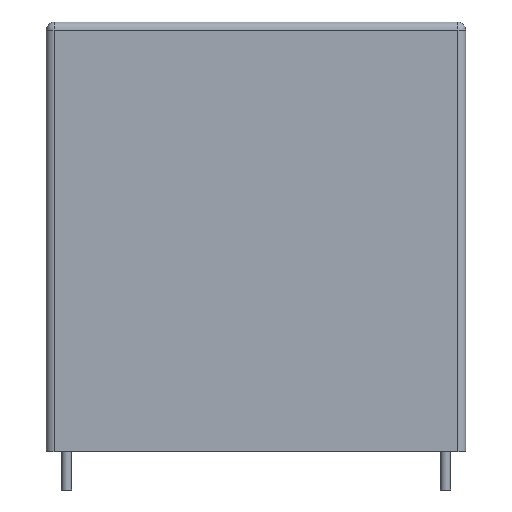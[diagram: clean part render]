
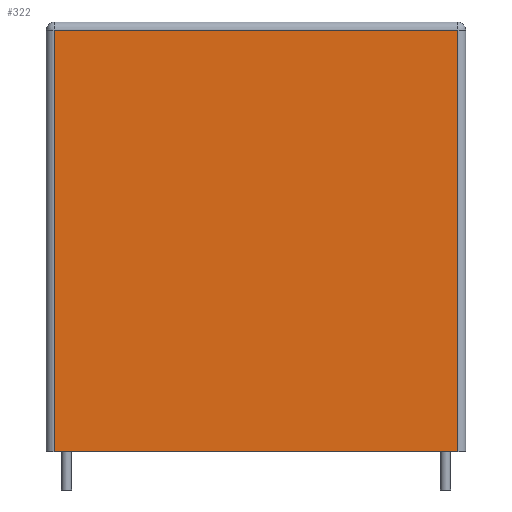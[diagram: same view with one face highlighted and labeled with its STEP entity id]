
A CAD part, front view. The second image highlights one B-rep face of the part: STEP entity #322.
In plain terms, the highlighted planar face has unit normal (0, -1, 0).
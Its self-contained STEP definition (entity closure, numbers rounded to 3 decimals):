
#20=LINE('',#538,#40);
#23=LINE('',#553,#43);
#26=LINE('',#557,#46);
#32=LINE('',#567,#52);
#40=VECTOR('',#438,41.7);
#43=VECTOR('',#455,41.7);
#46=VECTOR('',#460,39.9);
#52=VECTOR('',#474,39.9);
#72=PLANE('',#370);
#98=FACE_OUTER_BOUND('',#124,.T.);
#124=EDGE_LOOP('',(#269,#270,#271,#272));
#163=VERTEX_POINT('',#527);
#166=VERTEX_POINT('',#534);
#170=VERTEX_POINT('',#546);
#172=VERTEX_POINT('',#551);
#194=EDGE_CURVE('',#163,#166,#20,.T.);
#201=EDGE_CURVE('',#172,#170,#23,.T.);
#204=EDGE_CURVE('',#170,#163,#26,.T.);
#210=EDGE_CURVE('',#166,#172,#32,.T.);
#269=ORIENTED_EDGE('',*,*,#194,.F.);
#270=ORIENTED_EDGE('',*,*,#204,.F.);
#271=ORIENTED_EDGE('',*,*,#201,.F.);
#272=ORIENTED_EDGE('',*,*,#210,.F.);
#322=ADVANCED_FACE('',(#98),#72,.T.);
#370=AXIS2_PLACEMENT_3D('',#566,#472,#473);
#438=DIRECTION('',(0.,0.,-1.));
#455=DIRECTION('',(0.,0.,1.));
#460=DIRECTION('',(1.,0.,0.));
#472=DIRECTION('center_axis',(0.,-1.,0.));
#473=DIRECTION('ref_axis',(1.,0.,0.));
#474=DIRECTION('',(-1.,0.,0.));
#527=CARTESIAN_POINT('',(19.95,-14.,41.7));
#534=CARTESIAN_POINT('',(19.95,-14.,0.));
#538=CARTESIAN_POINT('',(19.95,-14.,0.));
#546=CARTESIAN_POINT('',(-19.95,-14.,41.7));
#551=CARTESIAN_POINT('',(-19.95,-14.,0.));
#553=CARTESIAN_POINT('',(-19.95,-14.,0.));
#557=CARTESIAN_POINT('',(-10.375,-14.,41.7));
#566=CARTESIAN_POINT('Origin',(-20.75,-14.,0.));
#567=CARTESIAN_POINT('',(20.75,-14.,0.));
